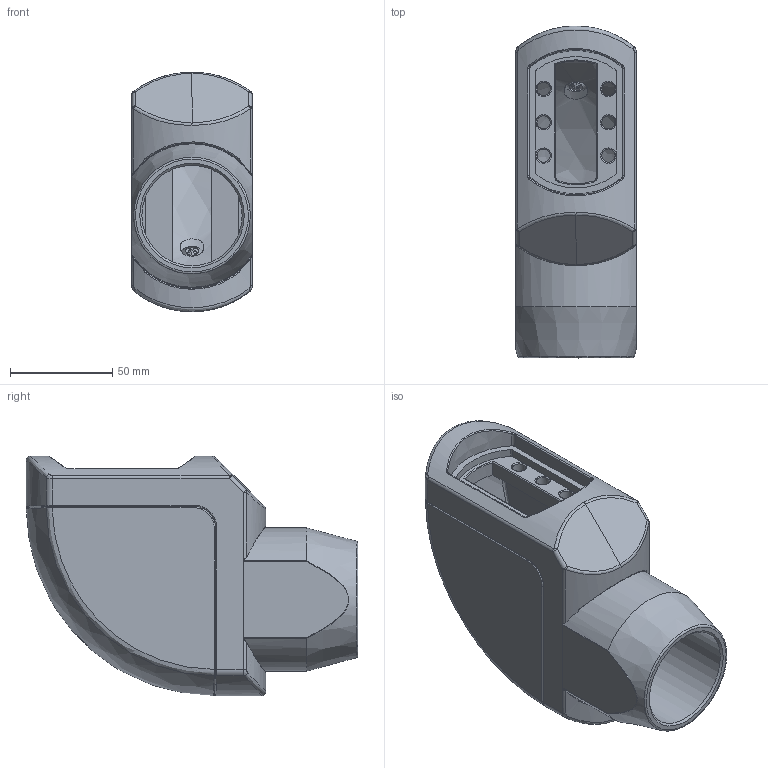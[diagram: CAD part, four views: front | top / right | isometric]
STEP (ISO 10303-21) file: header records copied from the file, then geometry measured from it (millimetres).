
FILE_DESCRIPTION (( 'STEP AP214' ), '1' );
FILE_NAME ('494471491.STEP', '2022-05-12T10:47:57', ( 'Ifina' ), ( 'Ifina' ), 'SwSTEP 2.0', 'SolidWorks 2020', '' );
FILE_SCHEMA (( 'AUTOMOTIVE_DESIGN' ));
Length unit declared in the file: millimetre
Products named in the file (1): 494471491
Bounding box: 59 x 162 x 117 mm (x, y, z)
Surface area: 85443 mm2 (no closed solid volume)
Topology: 0 solids, 6 shells, 175 faces, 500 edges, 326 vertices
Faces by surface type: bspline 67, cylinder 54, plane 41, cone 13
Full cylindrical faces by diameter (mm): 6.5 x6, 11.3 x1, 49 x1
Entity records: 10870 total; most frequent: CARTESIAN_POINT 7087, ORIENTED_EDGE 819, DIRECTION 609, EDGE_CURVE 472, VERTEX_POINT 320, AXIS2_PLACEMENT_3D 229, EDGE_LOOP 213, FACE_OUTER_BOUND 190
